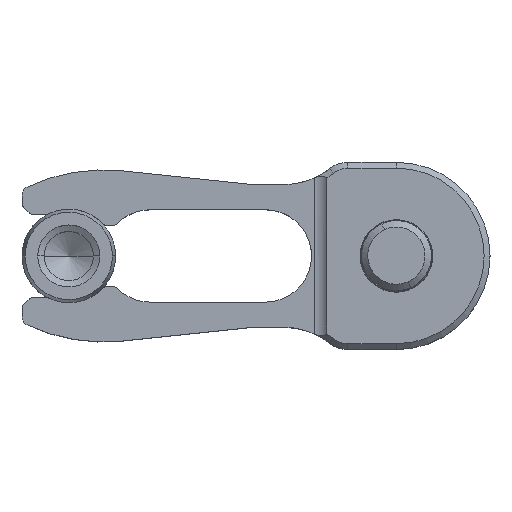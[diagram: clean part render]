
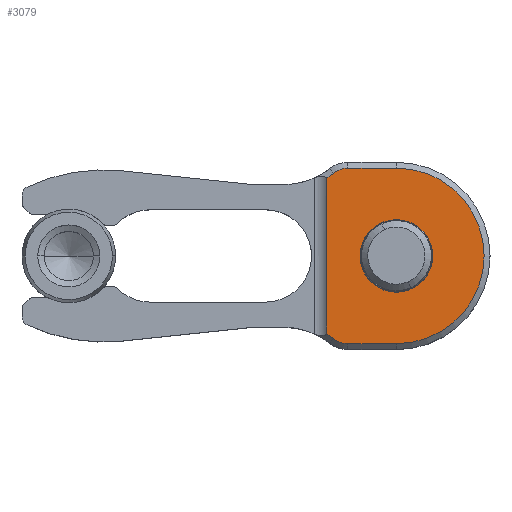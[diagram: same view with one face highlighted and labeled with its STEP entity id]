
A CAD part, top view. The second image highlights one B-rep face of the part: STEP entity #3079.
In plain terms, the highlighted planar face has unit normal (0, 0, 1).
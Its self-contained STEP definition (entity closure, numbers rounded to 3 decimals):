
#110 = LINE ( 'NONE', #173, #1309 ) ;
#173 = CARTESIAN_POINT ( 'NONE',  ( 0., -7.5, 2.85 ) ) ;
#187 = ORIENTED_EDGE ( 'NONE', *, *, #2551, .F. ) ;
#275 = FACE_BOUND ( 'NONE', #953, .T. ) ;
#278 = VERTEX_POINT ( 'NONE', #2122 ) ;
#330 = VERTEX_POINT ( 'NONE', #913 ) ;
#356 = EDGE_CURVE ( 'NONE', #1825, #1732, #1654, .T. ) ;
#372 = AXIS2_PLACEMENT_3D ( 'NONE', #468, #1166, #939 ) ;
#454 = DIRECTION ( 'NONE',  ( 1., 0., 0. ) ) ;
#461 = DIRECTION ( 'NONE',  ( 0., 0., 1. ) ) ;
#466 = ORIENTED_EDGE ( 'NONE', *, *, #2467, .T. ) ;
#468 = CARTESIAN_POINT ( 'NONE',  ( -9.622, 12.43, 2.85 ) ) ;
#532 = EDGE_CURVE ( 'NONE', #687, #829, #2338, .T. ) ;
#568 = LINE ( 'NONE', #1843, #2129 ) ;
#687 = VERTEX_POINT ( 'NONE', #1008 ) ;
#707 = DIRECTION ( 'NONE',  ( -1., 0., 0. ) ) ;
#724 = AXIS2_PLACEMENT_3D ( 'NONE', #1602, #2777, #2597 ) ;
#829 = VERTEX_POINT ( 'NONE', #1335 ) ;
#898 = CIRCLE ( 'NONE', #372, 6.83 ) ;
#902 = EDGE_LOOP ( 'NONE', ( #2294, #1548, #2731, #2533, #466, #1946, #2165, #1576 ) ) ;
#913 = CARTESIAN_POINT ( 'NONE',  ( 0., 7.5, 2.85 ) ) ;
#939 = DIRECTION ( 'NONE',  ( 1., 0., 0. ) ) ;
#941 = EDGE_CURVE ( 'NONE', #2529, #1708, #898, .T. ) ;
#946 = CARTESIAN_POINT ( 'NONE',  ( 0., 0., 2.85 ) ) ;
#953 = EDGE_LOOP ( 'NONE', ( #1257, #187 ) ) ;
#956 = DIRECTION ( 'NONE',  ( 0., 0., 1. ) ) ;
#1008 = CARTESIAN_POINT ( 'NONE',  ( -5.389, -7.07, 2.85 ) ) ;
#1144 = AXIS2_PLACEMENT_3D ( 'NONE', #3202, #956, #454 ) ;
#1166 = DIRECTION ( 'NONE',  ( 0., 0., -1. ) ) ;
#1257 = ORIENTED_EDGE ( 'NONE', *, *, #356, .F. ) ;
#1290 = PLANE ( 'NONE',  #1144 ) ;
#1309 = VECTOR ( 'NONE', #2875, 1000. ) ;
#1321 = CIRCLE ( 'NONE', #724, 3.1 ) ;
#1335 = CARTESIAN_POINT ( 'NONE',  ( -4.15, -7.5, 2.85 ) ) ;
#1461 = DIRECTION ( 'NONE',  ( 1., 0., 0. ) ) ;
#1498 = CARTESIAN_POINT ( 'NONE',  ( -5.948, -6.673, 2.85 ) ) ;
#1548 = ORIENTED_EDGE ( 'NONE', *, *, #2131, .T. ) ;
#1576 = ORIENTED_EDGE ( 'NONE', *, *, #941, .T. ) ;
#1582 = CIRCLE ( 'NONE', #2669, 7.5 ) ;
#1602 = CARTESIAN_POINT ( 'NONE',  ( 0., 0., 2.85 ) ) ;
#1648 = DIRECTION ( 'NONE',  ( 1., 0., 0. ) ) ;
#1654 = CIRCLE ( 'NONE', #2345, 3.1 ) ;
#1677 = DIRECTION ( 'NONE',  ( 0., 0., 1. ) ) ;
#1682 = CARTESIAN_POINT ( 'NONE',  ( 3.1, 0., 2.85 ) ) ;
#1684 = EDGE_CURVE ( 'NONE', #829, #2671, #110, .T. ) ;
#1708 = VERTEX_POINT ( 'NONE', #2120 ) ;
#1732 = VERTEX_POINT ( 'NONE', #1682 ) ;
#1753 = VECTOR ( 'NONE', #707, 1000. ) ;
#1775 = CARTESIAN_POINT ( 'NONE',  ( -4.15, -5.5, 2.85 ) ) ;
#1802 = CARTESIAN_POINT ( 'NONE',  ( -9.622, -12.43, 2.85 ) ) ;
#1807 = DIRECTION ( 'NONE',  ( 0., 1., 0. ) ) ;
#1812 = DIRECTION ( 'NONE',  ( 0., 0., 1. ) ) ;
#1825 = VERTEX_POINT ( 'NONE', #2746 ) ;
#1843 = CARTESIAN_POINT ( 'NONE',  ( -5.948, -17.5, 2.85 ) ) ;
#1860 = VERTEX_POINT ( 'NONE', #1498 ) ;
#1927 = EDGE_CURVE ( 'NONE', #330, #278, #2209, .T. ) ;
#1946 = ORIENTED_EDGE ( 'NONE', *, *, #1927, .T. ) ;
#1978 = EDGE_CURVE ( 'NONE', #1860, #1708, #568, .T. ) ;
#2039 = CIRCLE ( 'NONE', #2304, 2. ) ;
#2120 = CARTESIAN_POINT ( 'NONE',  ( -5.948, 6.673, 2.85 ) ) ;
#2122 = CARTESIAN_POINT ( 'NONE',  ( -4.15, 7.5, 2.85 ) ) ;
#2129 = VECTOR ( 'NONE', #1807, 1000. ) ;
#2131 = EDGE_CURVE ( 'NONE', #1860, #687, #2885, .T. ) ;
#2165 = ORIENTED_EDGE ( 'NONE', *, *, #2309, .T. ) ;
#2209 = LINE ( 'NONE', #2955, #1753 ) ;
#2290 = DIRECTION ( 'NONE',  ( 0., 0., -1. ) ) ;
#2294 = ORIENTED_EDGE ( 'NONE', *, *, #1978, .F. ) ;
#2304 = AXIS2_PLACEMENT_3D ( 'NONE', #2903, #1677, #1648 ) ;
#2309 = EDGE_CURVE ( 'NONE', #278, #2529, #2039, .T. ) ;
#2335 = DIRECTION ( 'NONE',  ( 1., 0., 0. ) ) ;
#2338 = CIRCLE ( 'NONE', #3008, 2. ) ;
#2345 = AXIS2_PLACEMENT_3D ( 'NONE', #946, #461, #2734 ) ;
#2422 = CARTESIAN_POINT ( 'NONE',  ( 0., -7.5, 2.85 ) ) ;
#2467 = EDGE_CURVE ( 'NONE', #2671, #330, #1582, .T. ) ;
#2529 = VERTEX_POINT ( 'NONE', #3068 ) ;
#2532 = FACE_OUTER_BOUND ( 'NONE', #902, .T. ) ;
#2533 = ORIENTED_EDGE ( 'NONE', *, *, #1684, .T. ) ;
#2551 = EDGE_CURVE ( 'NONE', #1732, #1825, #1321, .T. ) ;
#2597 = DIRECTION ( 'NONE',  ( 1., 0., 0. ) ) ;
#2669 = AXIS2_PLACEMENT_3D ( 'NONE', #3196, #2706, #1461 ) ;
#2671 = VERTEX_POINT ( 'NONE', #2422 ) ;
#2706 = DIRECTION ( 'NONE',  ( 0., 0., 1. ) ) ;
#2731 = ORIENTED_EDGE ( 'NONE', *, *, #532, .T. ) ;
#2734 = DIRECTION ( 'NONE',  ( 1., 0., 0. ) ) ;
#2746 = CARTESIAN_POINT ( 'NONE',  ( -3.1, 0., 2.85 ) ) ;
#2773 = AXIS2_PLACEMENT_3D ( 'NONE', #1802, #2290, #3043 ) ;
#2777 = DIRECTION ( 'NONE',  ( 0., 0., 1. ) ) ;
#2875 = DIRECTION ( 'NONE',  ( 1., 0., 0. ) ) ;
#2885 = CIRCLE ( 'NONE', #2773, 6.83 ) ;
#2903 = CARTESIAN_POINT ( 'NONE',  ( -4.15, 5.5, 2.85 ) ) ;
#2955 = CARTESIAN_POINT ( 'NONE',  ( -4.15, 7.5, 2.85 ) ) ;
#3008 = AXIS2_PLACEMENT_3D ( 'NONE', #1775, #1812, #2335 ) ;
#3043 = DIRECTION ( 'NONE',  ( 1., 0., 0. ) ) ;
#3068 = CARTESIAN_POINT ( 'NONE',  ( -5.389, 7.07, 2.85 ) ) ;
#3079 = ADVANCED_FACE ( 'NONE', ( #2532, #275 ), #1290, .T. ) ;
#3196 = CARTESIAN_POINT ( 'NONE',  ( 0., 0., 2.85 ) ) ;
#3202 = CARTESIAN_POINT ( 'NONE',  ( 0., 0., 2.85 ) ) ;
